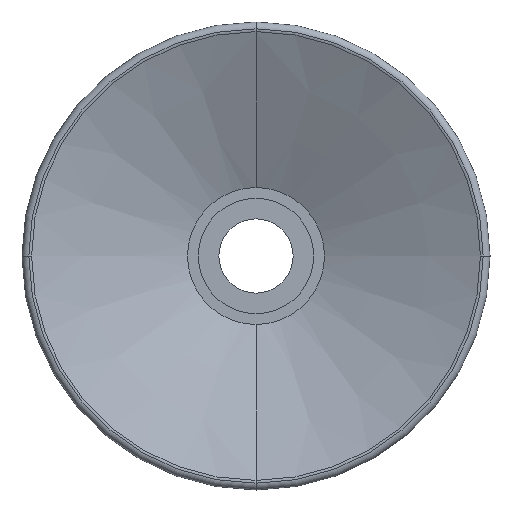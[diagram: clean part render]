
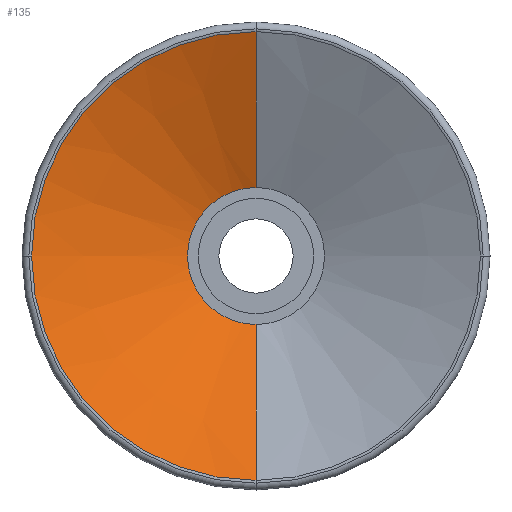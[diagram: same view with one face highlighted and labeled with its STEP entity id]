
A CAD part, front view. The second image highlights one B-rep face of the part: STEP entity #135.
In plain terms, the highlighted conical face has half-angle 66.463 degrees and reference radius 19.66 mm.
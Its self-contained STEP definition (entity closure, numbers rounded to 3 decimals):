
#135=ADVANCED_FACE('',(#353),#354,.F.);
#353=FACE_OUTER_BOUND('',#664,.T.);
#354=CONICAL_SURFACE('',#665,19.66,1.16);
#664=EDGE_LOOP('',(#3734,#3735,#3736,#3737,#3738));
#665=AXIS2_PLACEMENT_3D('',#3739,#3740,#3741);
#3734=ORIENTED_EDGE('',*,*,#4471,.T.);
#3735=ORIENTED_EDGE('',*,*,#4472,.T.);
#3736=ORIENTED_EDGE('',*,*,#4473,.F.);
#3737=ORIENTED_EDGE('',*,*,#4474,.F.);
#3738=ORIENTED_EDGE('',*,*,#4475,.F.);
#3739=CARTESIAN_POINT('',(0.0,-12.95,0.0));
#3740=DIRECTION('',(0.0,-1.0,-0.0));
#3741=DIRECTION('',(0.0,0.0,-1.0));
#4471=EDGE_CURVE('',#4822,#4823,#4824,.T.);
#4472=EDGE_CURVE('',#4823,#4825,#4826,.T.);
#4473=EDGE_CURVE('',#4827,#4825,#4828,.T.);
#4474=EDGE_CURVE('',#4772,#4827,#4829,.T.);
#4475=EDGE_CURVE('',#4822,#4772,#4830,.T.);
#4772=VERTEX_POINT('',#5246);
#4822=VERTEX_POINT('',#5302);
#4823=VERTEX_POINT('',#5303);
#4824=CIRCLE('',#5304,6.0);
#4825=VERTEX_POINT('',#5305);
#4826=LINE('',#5306,#5307);
#4827=VERTEX_POINT('',#5308);
#4828=CIRCLE('',#5309,19.66);
#4829=CIRCLE('',#5310,19.66);
#4830=LINE('',#5311,#5312);
#5246=CARTESIAN_POINT('',(0.0,-12.95,-19.66));
#5302=CARTESIAN_POINT('',(0.0,-7.0,-6.0));
#5303=CARTESIAN_POINT('',(0.,-7.0,6.0));
#5304=AXIS2_PLACEMENT_3D('',#6999,#7000,#7001);
#5305=CARTESIAN_POINT('',(0.0,-12.95,19.66));
#5306=CARTESIAN_POINT('',(0.,-12.95,19.66));
#5307=VECTOR('',#7002,1000.0);
#5308=CARTESIAN_POINT('',(-19.66,-12.95,0.0));
#5309=AXIS2_PLACEMENT_3D('',#7003,#7004,#7005);
#5310=AXIS2_PLACEMENT_3D('',#7006,#7007,#7008);
#5311=CARTESIAN_POINT('',(0.0,-12.95,-19.66));
#5312=VECTOR('',#7009,1000.0);
#6999=CARTESIAN_POINT('',(0.0,-7.0,0.0));
#7000=DIRECTION('',(0.0,1.0,0.0));
#7001=DIRECTION('',(0.0,0.0,1.0));
#7002=DIRECTION('',(0.,-0.399,0.917));
#7003=CARTESIAN_POINT('',(0.0,-12.95,0.0));
#7004=DIRECTION('',(0.0,1.0,0.0));
#7005=DIRECTION('',(0.0,0.0,1.0));
#7006=CARTESIAN_POINT('',(0.0,-12.95,0.0));
#7007=DIRECTION('',(0.0,1.0,0.0));
#7008=DIRECTION('',(0.0,0.0,1.0));
#7009=DIRECTION('',(0.0,-0.399,-0.917));
